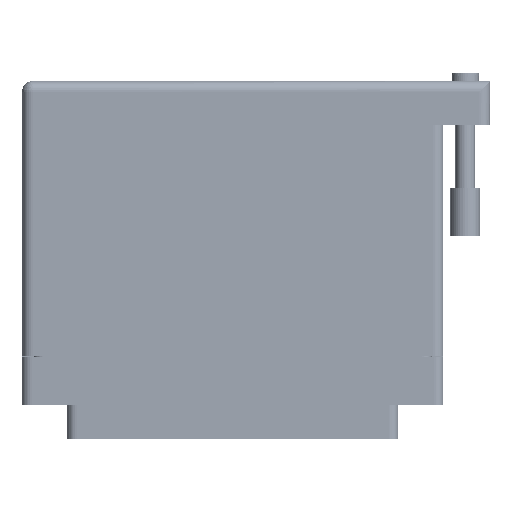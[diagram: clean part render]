
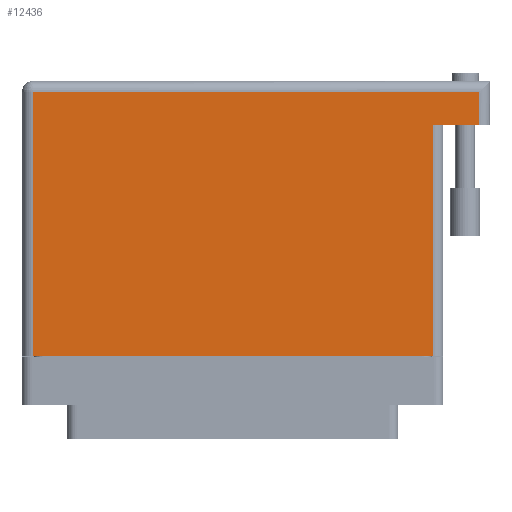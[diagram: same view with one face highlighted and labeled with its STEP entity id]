
A CAD part, front view. The second image highlights one B-rep face of the part: STEP entity #12436.
In plain terms, the highlighted face is planar.
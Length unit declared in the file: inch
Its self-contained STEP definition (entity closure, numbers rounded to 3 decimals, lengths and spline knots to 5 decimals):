
#185 = DIRECTION ( 'NONE',  ( -1., 0., 0. ) ) ;
#5364 = DIRECTION ( 'NONE',  ( 1., 0., 0. ) ) ;
#5958 = VECTOR ( 'NONE', #59012, 39.37008 ) ;
#7315 = ORIENTED_EDGE ( 'NONE', *, *, #68050, .T. ) ;
#10040 = VECTOR ( 'NONE', #59561, 39.37008 ) ;
#10166 = LINE ( 'NONE', #24076, #40736 ) ;
#11744 = ORIENTED_EDGE ( 'NONE', *, *, #65360, .T. ) ;
#12436 = ADVANCED_FACE ( 'NONE', ( #68594 ), #41091, .F. ) ;
#13349 = AXIS2_PLACEMENT_3D ( 'NONE', #52923, #21282, #15630 ) ;
#15630 = DIRECTION ( 'NONE',  ( -1., 0., 0. ) ) ;
#16894 = CARTESIAN_POINT ( 'NONE',  ( 1.289, 1.395, 0.617 ) ) ;
#18343 = EDGE_CURVE ( 'NONE', #27355, #22522, #10166, .T. ) ;
#19831 = EDGE_LOOP ( 'NONE', ( #21296, #7315, #41068, #54861, #50101, #11744 ) ) ;
#21282 = DIRECTION ( 'NONE',  ( 0., 0., -1. ) ) ;
#21296 = ORIENTED_EDGE ( 'NONE', *, *, #44256, .T. ) ;
#22370 = CARTESIAN_POINT ( 'NONE',  ( -1.359, -0.1, 0.617 ) ) ;
#22522 = VERTEX_POINT ( 'NONE', #59120 ) ;
#24076 = CARTESIAN_POINT ( 'NONE',  ( 1.589, 1.675, 0.617 ) ) ;
#24587 = VERTEX_POINT ( 'NONE', #60839 ) ;
#26378 = CARTESIAN_POINT ( 'NONE',  ( 1.289, 1.395, 0.617 ) ) ;
#27355 = VERTEX_POINT ( 'NONE', #43879 ) ;
#28590 = LINE ( 'NONE', #37891, #30366 ) ;
#28686 = VERTEX_POINT ( 'NONE', #69038 ) ;
#30366 = VECTOR ( 'NONE', #185, 39.37008 ) ;
#37877 = LINE ( 'NONE', #16894, #64049 ) ;
#37891 = CARTESIAN_POINT ( 'NONE',  ( -1.359, 1.605, 0.617 ) ) ;
#38927 = DIRECTION ( 'NONE',  ( 0., 1., 0. ) ) ;
#40736 = VECTOR ( 'NONE', #61791, 39.37008 ) ;
#41068 = ORIENTED_EDGE ( 'NONE', *, *, #46761, .F. ) ;
#41091 = PLANE ( 'NONE',  #13349 ) ;
#41542 = EDGE_CURVE ( 'NONE', #22522, #28686, #28590, .T. ) ;
#43879 = CARTESIAN_POINT ( 'NONE',  ( 1.589, 1.395, 0.617 ) ) ;
#44256 = EDGE_CURVE ( 'NONE', #49532, #24587, #46012, .T. ) ;
#46012 = LINE ( 'NONE', #22370, #62874 ) ;
#46761 = EDGE_CURVE ( 'NONE', #27355, #55519, #59245, .T. ) ;
#47976 = CARTESIAN_POINT ( 'NONE',  ( 1.659, 1.395, 0.617 ) ) ;
#48577 = CARTESIAN_POINT ( 'NONE',  ( -1.289, -0.1, 0.617 ) ) ;
#49532 = VERTEX_POINT ( 'NONE', #48577 ) ;
#50101 = ORIENTED_EDGE ( 'NONE', *, *, #41542, .T. ) ;
#52923 = CARTESIAN_POINT ( 'NONE',  ( -1.359, 1.675, 0.617 ) ) ;
#54861 = ORIENTED_EDGE ( 'NONE', *, *, #18343, .T. ) ;
#55519 = VERTEX_POINT ( 'NONE', #26378 ) ;
#56881 = LINE ( 'NONE', #69618, #5958 ) ;
#59012 = DIRECTION ( 'NONE',  ( 0., -1., 0. ) ) ;
#59120 = CARTESIAN_POINT ( 'NONE',  ( 1.589, 1.605, 0.617 ) ) ;
#59245 = LINE ( 'NONE', #47976, #10040 ) ;
#59561 = DIRECTION ( 'NONE',  ( -1., 0., 0. ) ) ;
#60839 = CARTESIAN_POINT ( 'NONE',  ( 1.289, -0.1, 0.617 ) ) ;
#61791 = DIRECTION ( 'NONE',  ( 0., 1., 0. ) ) ;
#62874 = VECTOR ( 'NONE', #5364, 39.37008 ) ;
#64049 = VECTOR ( 'NONE', #38927, 39.37008 ) ;
#65360 = EDGE_CURVE ( 'NONE', #28686, #49532, #56881, .T. ) ;
#68050 = EDGE_CURVE ( 'NONE', #24587, #55519, #37877, .T. ) ;
#68594 = FACE_OUTER_BOUND ( 'NONE', #19831, .T. ) ;
#69038 = CARTESIAN_POINT ( 'NONE',  ( -1.289, 1.605, 0.617 ) ) ;
#69618 = CARTESIAN_POINT ( 'NONE',  ( -1.289, -0.1, 0.617 ) ) ;
